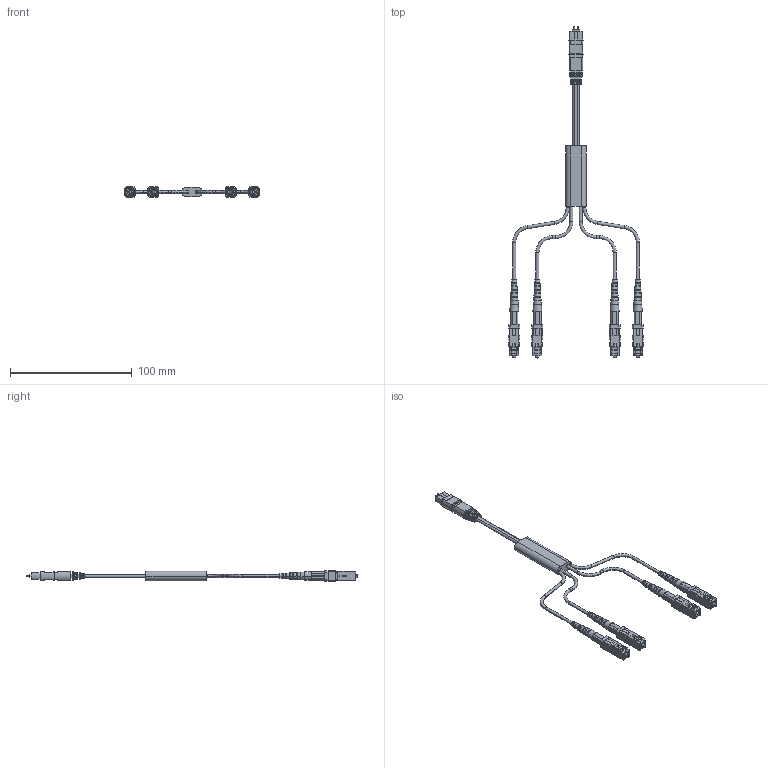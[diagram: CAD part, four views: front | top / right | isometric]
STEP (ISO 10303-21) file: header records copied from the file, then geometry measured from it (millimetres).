
FILE_DESCRIPTION (( 'STEP AP203' ), '1' );
FILE_NAME ('MTPM12-SC-05.STEP', '2006-07-20T16:32:58', ( 'L-COM' ), ( 'L-COM' ), 'SwSTEP 2.0', 'SolidWorks 2006004', '' );
FILE_SCHEMA (( 'CONFIG_CONTROL_DESIGN' ));
Length unit declared in the file: inch
Products named in the file (11): MTPM12-SC-MA4; FOC-101BA; MTPM12-SC-05; MTPM12-SC-MA1; 3AB04-002; MTPM12-SC-MA2; MTPM12-SC-MA3; FOC-101BA MA2; FOC-101BA MA1; FOC-101BA MA4; FOC-101BA MA3
Assembly tree (15 placements, depth 3):
  MTPM12-SC-05
    MTPM12-SC-MA3  x2
    MTPM12-SC-MA2
    MTPM12-SC-MA4  x2
    FOC-101BA  x4
      FOC-101BA MA2
      FOC-101BA MA1
      FOC-101BA MA4
      FOC-101BA MA3
    3AB04-002
    MTPM12-SC-MA1
Bounding box: 110.49 x 273.05 x 8.9 mm (x, y, z)
Volume: 18140.4 mm3; surface area: 23410.5 mm2
Topology: 23 solids, 23 shells, 1253 faces, 3535 edges, 2310 vertices
Faces by surface type: plane 1054, cylinder 135, cone 36, torus 28
Entity records: 14783 total; most frequent: CARTESIAN_POINT 2760, ORIENTED_EDGE 2260, DIRECTION 2180, EDGE_CURVE 1130, VECTOR 784, LINE 784, VERTEX_POINT 738, AXIS2_PLACEMENT_3D 698
